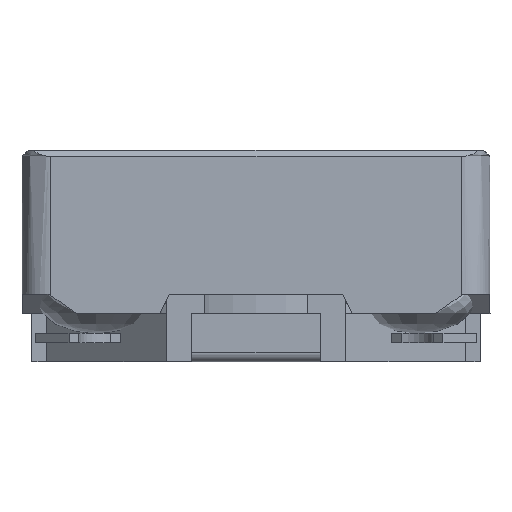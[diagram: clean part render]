
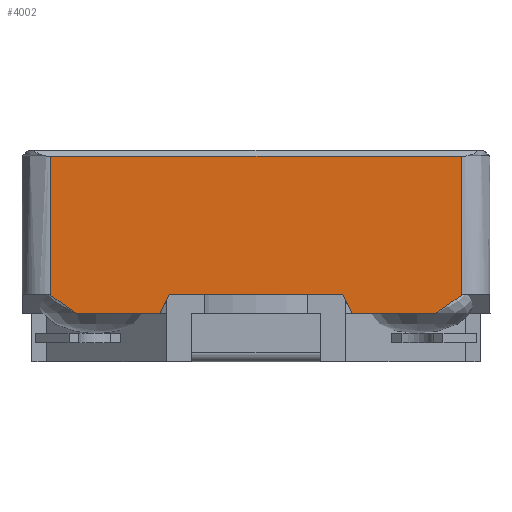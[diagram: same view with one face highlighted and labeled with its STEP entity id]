
A CAD part, front view. The second image highlights one B-rep face of the part: STEP entity #4002.
In plain terms, the highlighted free-form (B-spline) face has degree [1, 1] with [2, 2] control points.
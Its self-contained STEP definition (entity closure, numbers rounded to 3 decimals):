
#3925=CARTESIAN_POINT('',(-3.65,-3.65,0.755));
#3926=CARTESIAN_POINT('',(-3.65,-3.65,3.305));
#3927=CARTESIAN_POINT('',(3.65,-3.65,0.755));
#3928=CARTESIAN_POINT('',(3.65,-3.65,3.305));
#3929=B_SPLINE_SURFACE_WITH_KNOTS('',1,1,((#3925,#3926),(#3927,#3928)),.PLANE_SURF.,.F.,.F.,.U.,(2,2),(2,2),(0.,1.),(0.,1.),.UNSPECIFIED.);
#3930=CARTESIAN_POINT('',(3.2,-3.65,1.036));
#3931=VERTEX_POINT('',#3930);
#3932=CARTESIAN_POINT('',(2.801,-3.65,0.755));
#3933=VERTEX_POINT('',#3932);
#3934=CARTESIAN_POINT('',(3.2,-3.65,1.036));
#3935=CARTESIAN_POINT('',(2.801,-3.65,0.755));
#3936=B_SPLINE_CURVE_WITH_KNOTS('',1,(#3934,#3935),.POLYLINE_FORM.,.F.,.U.,(2,2),(0.6,0.626),.UNSPECIFIED.);
#3937=EDGE_CURVE('',#3931,#3933,#3936,.T.);
#3938=ORIENTED_EDGE('',*,*,#3937,.F.);
#3939=CARTESIAN_POINT('',(3.2,-3.65,3.205));
#3940=VERTEX_POINT('',#3939);
#3941=CARTESIAN_POINT('',(3.2,-3.65,1.036));
#3942=CARTESIAN_POINT('',(3.2,-3.65,3.205));
#3943=B_SPLINE_CURVE_WITH_KNOTS('',1,(#3941,#3942),.POLYLINE_FORM.,.F.,.U.,(2,2),(0.11,0.961),.UNSPECIFIED.);
#3944=EDGE_CURVE('',#3931,#3940,#3943,.T.);
#3945=ORIENTED_EDGE('',*,*,#3944,.T.);
#3946=CARTESIAN_POINT('',(-3.2,-3.65,3.205));
#3947=VERTEX_POINT('',#3946);
#3948=CARTESIAN_POINT('',(-3.2,-3.65,3.205));
#3949=CARTESIAN_POINT('',(3.2,-3.65,3.205));
#3950=B_SPLINE_CURVE_WITH_KNOTS('',1,(#3948,#3949),.POLYLINE_FORM.,.F.,.U.,(2,2),(0.062,0.938),.UNSPECIFIED.);
#3951=EDGE_CURVE('',#3947,#3940,#3950,.T.);
#3952=ORIENTED_EDGE('',*,*,#3951,.F.);
#3953=CARTESIAN_POINT('',(-3.2,-3.65,1.037));
#3954=VERTEX_POINT('',#3953);
#3955=CARTESIAN_POINT('',(-3.2,-3.65,1.037));
#3956=CARTESIAN_POINT('',(-3.2,-3.65,3.205));
#3957=B_SPLINE_CURVE_WITH_KNOTS('',1,(#3955,#3956),.POLYLINE_FORM.,.F.,.U.,(2,2),(0.111,0.961),.UNSPECIFIED.);
#3958=EDGE_CURVE('',#3954,#3947,#3957,.T.);
#3959=ORIENTED_EDGE('',*,*,#3958,.F.);
#3960=CARTESIAN_POINT('',(-2.801,-3.65,0.755));
#3961=VERTEX_POINT('',#3960);
#3962=CARTESIAN_POINT('',(-2.801,-3.65,0.755));
#3963=CARTESIAN_POINT('',(-3.2,-3.65,1.037));
#3964=B_SPLINE_CURVE_WITH_KNOTS('',1,(#3962,#3963),.POLYLINE_FORM.,.F.,.U.,(2,2),(0.599,0.626),.UNSPECIFIED.);
#3965=EDGE_CURVE('',#3961,#3954,#3964,.T.);
#3966=ORIENTED_EDGE('',*,*,#3965,.F.);
#3967=CARTESIAN_POINT('',(-1.5,-3.65,0.755));
#3968=VERTEX_POINT('',#3967);
#3969=CARTESIAN_POINT('',(-2.801,-3.65,0.755));
#3970=CARTESIAN_POINT('',(-1.5,-3.65,0.755));
#3971=B_SPLINE_CURVE_WITH_KNOTS('',1,(#3969,#3970),.POLYLINE_FORM.,.F.,.U.,(2,2),(0.116,0.295),.UNSPECIFIED.);
#3972=EDGE_CURVE('',#3961,#3968,#3971,.T.);
#3973=ORIENTED_EDGE('',*,*,#3972,.T.);
#3974=CARTESIAN_POINT('',(-1.35,-3.65,1.055));
#3975=VERTEX_POINT('',#3974);
#3976=CARTESIAN_POINT('',(-1.35,-3.65,1.055));
#3977=CARTESIAN_POINT('',(-1.5,-3.65,0.755));
#3978=B_SPLINE_CURVE_WITH_KNOTS('',1,(#3976,#3977),.POLYLINE_FORM.,.F.,.U.,(2,2),(0.678,0.719),.UNSPECIFIED.);
#3979=EDGE_CURVE('',#3975,#3968,#3978,.T.);
#3980=ORIENTED_EDGE('',*,*,#3979,.F.);
#3981=CARTESIAN_POINT('',(1.35,-3.65,1.055));
#3982=VERTEX_POINT('',#3981);
#3983=CARTESIAN_POINT('',(1.35,-3.65,1.055));
#3984=CARTESIAN_POINT('',(-1.35,-3.65,1.055));
#3985=B_SPLINE_CURVE_WITH_KNOTS('',1,(#3983,#3984),.POLYLINE_FORM.,.F.,.U.,(2,2),(0.332,0.668),.UNSPECIFIED.);
#3986=EDGE_CURVE('',#3982,#3975,#3985,.T.);
#3987=ORIENTED_EDGE('',*,*,#3986,.F.);
#3988=CARTESIAN_POINT('',(1.5,-3.65,0.755));
#3989=VERTEX_POINT('',#3988);
#3990=CARTESIAN_POINT('',(1.5,-3.65,0.755));
#3991=CARTESIAN_POINT('',(1.35,-3.65,1.055));
#3992=B_SPLINE_CURVE_WITH_KNOTS('',1,(#3990,#3991),.POLYLINE_FORM.,.F.,.U.,(2,2),(0.281,0.322),.UNSPECIFIED.);
#3993=EDGE_CURVE('',#3989,#3982,#3992,.T.);
#3994=ORIENTED_EDGE('',*,*,#3993,.F.);
#3995=CARTESIAN_POINT('',(1.5,-3.65,0.755));
#3996=CARTESIAN_POINT('',(2.801,-3.65,0.755));
#3997=B_SPLINE_CURVE_WITH_KNOTS('',1,(#3995,#3996),.POLYLINE_FORM.,.F.,.U.,(2,2),(0.705,0.884),.UNSPECIFIED.);
#3998=EDGE_CURVE('',#3989,#3933,#3997,.T.);
#3999=ORIENTED_EDGE('',*,*,#3998,.T.);
#4000=EDGE_LOOP('',(#3938,#3945,#3952,#3959,#3966,#3973,#3980,#3987,#3994,#3999));
#4001=FACE_OUTER_BOUND('',#4000,.T.);
#4002=ADVANCED_FACE('',(#4001),#3929,.T.);
